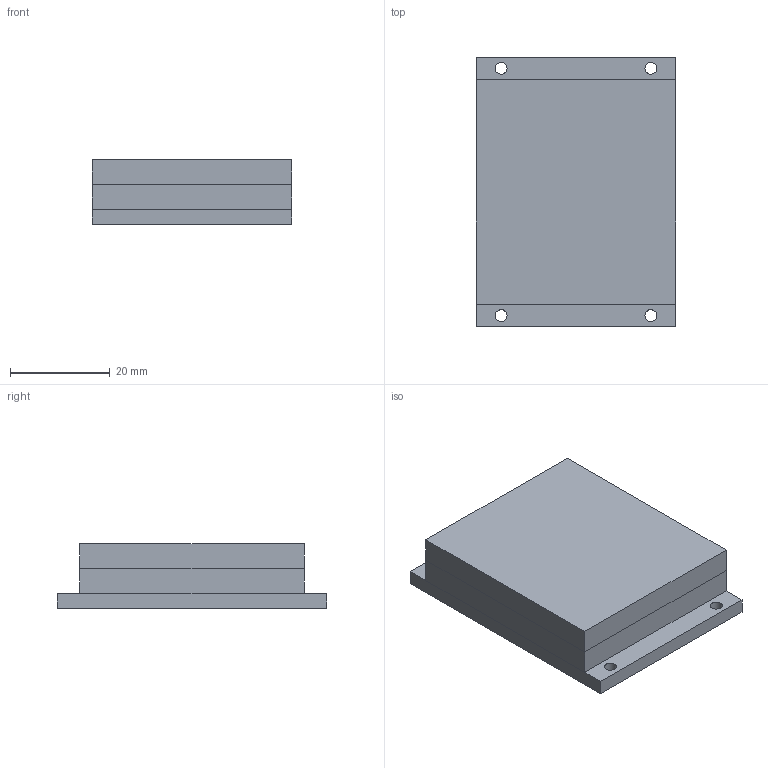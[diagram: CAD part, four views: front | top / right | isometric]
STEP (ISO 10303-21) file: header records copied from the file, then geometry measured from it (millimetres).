
FILE_DESCRIPTION(('FreeCAD Model'),'2;1');
FILE_NAME('Open CASCADE Shape Model','2024-08-27T16:50:26',( 'kicad StepUp'),('ksu MCAD'),'Open CASCADE STEP processor 7.6', 'FreeCAD','Unknown');
FILE_SCHEMA(('AUTOMOTIVE_DESIGN { 1 0 10303 214 1 1 1 1 }'));
Length unit declared in the file: millimetre
Products named in the file (3): Centellador; Cuerpo; Cuerpo002
Assembly tree (2 placements, depth 2):
  Centellador
    Cuerpo
    Cuerpo002
Bounding box: 40 x 54 x 13 mm (x, y, z)
Volume: 26611.1 mm3; surface area: 10429.5 mm2
Topology: 2 solids, 2 shells, 51 faces, 118 edges, 72 vertices
Faces by surface type: plane 39, cylinder 12
Full cylindrical faces by diameter (mm): 2.4 x4
Entity records: 1503 total; most frequent: DIRECTION 250, CARTESIAN_POINT 244, ORIENTED_EDGE 236, EDGE_CURVE 118, LINE 94, VECTOR 94, AXIS2_PLACEMENT_3D 78, VERTEX_POINT 72
